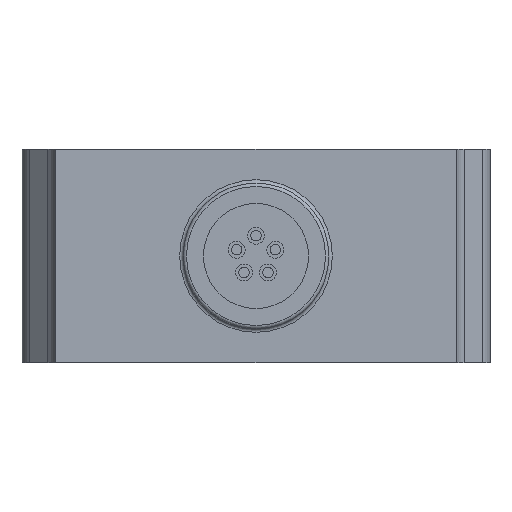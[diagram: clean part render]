
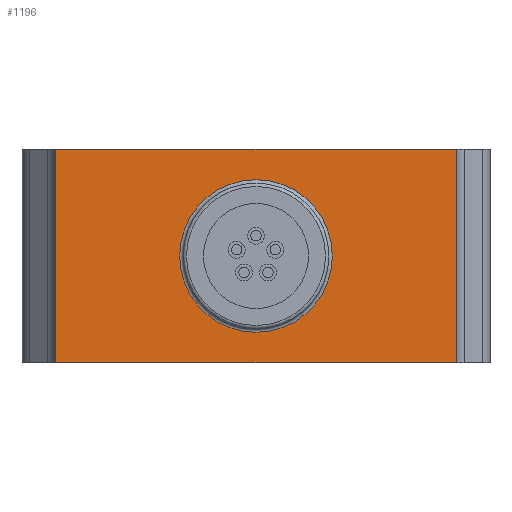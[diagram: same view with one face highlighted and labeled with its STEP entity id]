
A CAD part, front view. The second image highlights one B-rep face of the part: STEP entity #1196.
In plain terms, the highlighted planar face has unit normal (0, -1, 0).
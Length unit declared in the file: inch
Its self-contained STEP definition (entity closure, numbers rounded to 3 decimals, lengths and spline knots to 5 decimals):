
#85 = CARTESIAN_POINT ( 'NONE',  ( -0.59, -1.20438, 0.315 ) ) ;
#111 = FACE_OUTER_BOUND ( 'NONE', #475, .T. ) ;
#126 = DIRECTION ( 'NONE',  ( 0., 1., 0. ) ) ;
#392 = LINE ( 'NONE', #2368, #670 ) ;
#475 = EDGE_LOOP ( 'NONE', ( #3034, #1465, #1224, #622 ) ) ;
#564 = VERTEX_POINT ( 'NONE', #1529 ) ;
#622 = ORIENTED_EDGE ( 'NONE', *, *, #2667, .T. ) ;
#670 = VECTOR ( 'NONE', #859, 39.37008 ) ;
#831 = PLANE ( 'NONE',  #2137 ) ;
#859 = DIRECTION ( 'NONE',  ( 0., 0., -1. ) ) ;
#928 = VECTOR ( 'NONE', #2014, 39.37008 ) ;
#1053 = VERTEX_POINT ( 'NONE', #1766 ) ;
#1063 = LINE ( 'NONE', #2797, #1412 ) ;
#1196 = ADVANCED_FACE ( 'NONE', ( #3099, #111 ), #831, .F. ) ;
#1201 = EDGE_CURVE ( 'NONE', #564, #1053, #1063, .T. ) ;
#1224 = ORIENTED_EDGE ( 'NONE', *, *, #3121, .F. ) ;
#1251 = ORIENTED_EDGE ( 'NONE', *, *, #1356, .T. ) ;
#1350 = EDGE_LOOP ( 'NONE', ( #1251 ) ) ;
#1356 = EDGE_CURVE ( 'NONE', #1410, #1410, #2605, .T. ) ;
#1410 = VERTEX_POINT ( 'NONE', #2412 ) ;
#1412 = VECTOR ( 'NONE', #2319, 39.37008 ) ;
#1447 = DIRECTION ( 'NONE',  ( 0., 1., 0. ) ) ;
#1465 = ORIENTED_EDGE ( 'NONE', *, *, #2988, .F. ) ;
#1529 = CARTESIAN_POINT ( 'NONE',  ( -0.59, -1.20438, -0.315 ) ) ;
#1556 = LINE ( 'NONE', #3017, #928 ) ;
#1569 = CARTESIAN_POINT ( 'NONE',  ( -0.59, -1.20438, 0.315 ) ) ;
#1624 = VERTEX_POINT ( 'NONE', #85 ) ;
#1638 = LINE ( 'NONE', #1569, #2382 ) ;
#1694 = CARTESIAN_POINT ( 'NONE',  ( 0., -1.20438, 0. ) ) ;
#1766 = CARTESIAN_POINT ( 'NONE',  ( 0.59, -1.20438, -0.315 ) ) ;
#1988 = AXIS2_PLACEMENT_3D ( 'NONE', #1694, #1447, #2435 ) ;
#2014 = DIRECTION ( 'NONE',  ( 0., 0., -1. ) ) ;
#2068 = CARTESIAN_POINT ( 'NONE',  ( -0.59, -1.20438, 0.315 ) ) ;
#2137 = AXIS2_PLACEMENT_3D ( 'NONE', #2068, #126, #2845 ) ;
#2194 = VERTEX_POINT ( 'NONE', #2690 ) ;
#2319 = DIRECTION ( 'NONE',  ( 1., 0., 0. ) ) ;
#2351 = DIRECTION ( 'NONE',  ( 1., 0., 0. ) ) ;
#2368 = CARTESIAN_POINT ( 'NONE',  ( -0.59, -1.20438, 0.315 ) ) ;
#2382 = VECTOR ( 'NONE', #2351, 39.37008 ) ;
#2412 = CARTESIAN_POINT ( 'NONE',  ( 0., -1.20438, 0.225 ) ) ;
#2435 = DIRECTION ( 'NONE',  ( 0., 0., 1. ) ) ;
#2605 = CIRCLE ( 'NONE', #1988, 0.225 ) ;
#2667 = EDGE_CURVE ( 'NONE', #1624, #564, #392, .T. ) ;
#2690 = CARTESIAN_POINT ( 'NONE',  ( 0.59, -1.20438, 0.315 ) ) ;
#2797 = CARTESIAN_POINT ( 'NONE',  ( -0.59, -1.20438, -0.315 ) ) ;
#2845 = DIRECTION ( 'NONE',  ( 0., 0., 1. ) ) ;
#2988 = EDGE_CURVE ( 'NONE', #2194, #1053, #1556, .T. ) ;
#3017 = CARTESIAN_POINT ( 'NONE',  ( 0.59, -1.20438, 0.315 ) ) ;
#3034 = ORIENTED_EDGE ( 'NONE', *, *, #1201, .T. ) ;
#3099 = FACE_BOUND ( 'NONE', #1350, .T. ) ;
#3121 = EDGE_CURVE ( 'NONE', #1624, #2194, #1638, .T. ) ;
